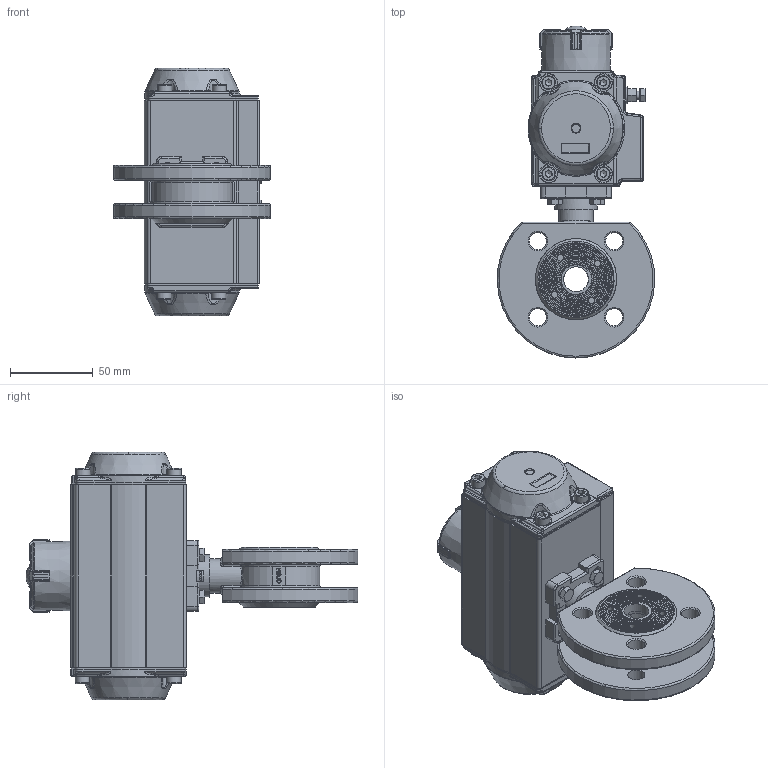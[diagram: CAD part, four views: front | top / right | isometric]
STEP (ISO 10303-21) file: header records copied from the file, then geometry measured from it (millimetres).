
FILE_DESCRIPTION(/* description */ ('Unknown'),/* implementation_level */ '2;1');
FILE_NAME(/* name */ 'PE01 0939-04',/* time_stamp */ '2025-03-19T12:10:03+01:00',/* author */ ('Unknown'),/* organization */ ('Unknown'),/* preprocessor_version */ 'ST-DEVELOPER v19.4',/* originating_system */ 'Solid Edge',/* authorisation */ 'Unknown');
FILE_SCHEMA (('AUTOMOTIVE_DESIGN {1 0 10303 214 3 1 1}'));
Products named in the file (25): PE01 0939-04; 939-04_(8M.460.015); Small hex thin nuts-Fine pitch thread GB_GB_FASTENER_NUT_SSFNTT M12X1.
25-N; Plate Washer; Cap; Stem Packing; Bellevlle Washer; Nut Stopper; Stem; Body; DIN 933 M5x16 A2-70 BLK_EDST; PD02_PE01; vt50-2016-06-25; hex bolt gradeab_din_ISO 4014 - M5 x 25 x 16-N; huosai50; vt50-2016-06-25 _______MIR; zhou50; VTE50____; plain washers-n series-grade a gb_GB_FASTENER_WASHER_PWNA 5; hex nut gradec_din_Hexagon Nut ISO 4034 - M5 - N; Optische Anzeige; ______; ________(___________; cup head nib bolts with large head gb_GB_FASTENER_BOLT_CHNBW M6X25-N; socket head cap screw_din_DIN 912 M5 x 16 --- 16N
Assembly tree (42 placements, depth 4):
  PE01 0939-04
    939-04_(8M.460.015)
      Small hex thin nuts-Fine pitch thread GB_GB_FASTENER_NUT_SSFNTT M12X1.
25-N
      Plate Washer
      Cap
      Stem Packing
      Bellevlle Washer  x2
      Nut Stopper
      Stem
      Body
    DIN 933 M5x16 A2-70 BLK_EDST  x4
    PD02_PE01
      vt50-2016-06-25
      hex bolt gradeab_din_ISO 4014 - M5 x 25 x 16-N  x2
      huosai50  x2
      vt50-2016-06-25 _______MIR
      zhou50
      VTE50____
      plain washers-n series-grade a gb_GB_FASTENER_WASHER_PWNA 5  x2
      hex nut gradec_din_Hexagon Nut ISO 4034 - M5 - N  x2
      Optische Anzeige
        ______
        ________(___________  x4
        cup head nib bolts with large head gb_GB_FASTENER_BOLT_CHNBW M6X25-N
      socket head cap screw_din_DIN 912 M5 x 16 --- 16N  x8
Bounding box: 94.93 x 200.31 x 149.4 mm (x, y, z)
Volume: 540321.3 mm3; surface area: 197672.2 mm2
Topology: 41 solids, 41 shells, 3057 faces, 7505 edges, 4657 vertices
Faces by surface type: plane 1111, cylinder 793, bspline 515, torus 320, cone 285, sphere 33
Full cylindrical faces by diameter (mm): 2.5 x2, 3 x16, 3.3 x8, 4 x4, 4.134 x20, 4.2 x2, 4.66 x1, 4.917 x7, 5 x17, 5.3 x2, 5.5 x1, 6 x1, 6.2 x1, 8 x6, 8.5 x8, 8.566 x2, 8.6 x1, 9.6 x1, 10 x4, 10.3 x8, 10.647 x1, 11 x1, 11.4 x1, 12 x4, 12.3 x2, 12.4 x1, 12.5 x2, 12.6 x2, 12.7 x1, 12.8 x1
Entity records: 97230 total; most frequent: CARTESIAN_POINT 47961, ORIENTED_EDGE 10330, DIRECTION 8916, EDGE_CURVE 5165, VERTEX_POINT 3453, AXIS2_PLACEMENT_3D 3396, FACE_BOUND 2834, EDGE_LOOP 2813
